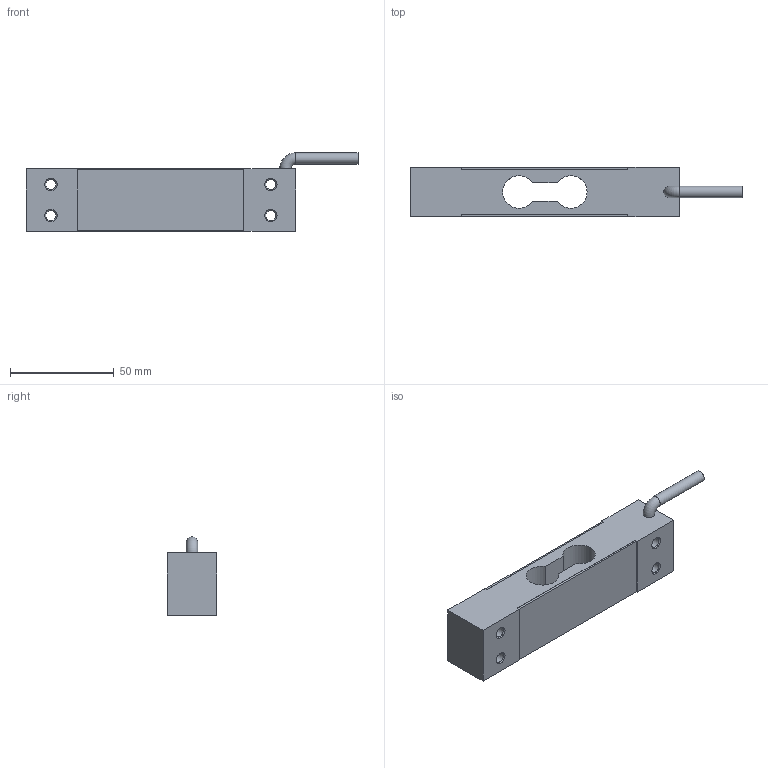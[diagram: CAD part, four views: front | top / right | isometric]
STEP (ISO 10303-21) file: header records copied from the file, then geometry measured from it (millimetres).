
FILE_DESCRIPTION(/* description */ ('STEP AP203'),/* implementation_level */ '2;1');
FILE_NAME(/* name */ 'GLX-150_1',/* time_stamp */ '2023-10-19T19:00:13+02:00',/* author */ ('License CC BY-ND 4.0'),/* organization */ ('CADENAS'),/* preprocessor_version */ 'ST-DEVELOPER v19.3',/* originating_system */ 'PARTsolutions',/* authorisation */ ' ');
FILE_SCHEMA (('CONFIG_CONTROL_DESIGN'));
Length unit declared in the file: millimetre
Products named in the file (1): GLX-150,1
Bounding box: 160 x 24 x 37.75 mm (x, y, z)
Volume: 76885.6 mm3; surface area: 19535.2 mm2
Topology: 1 solids, 1 shells, 41 faces, 105 edges, 67 vertices
Faces by surface type: plane 25, cone 8, cylinder 7, torus 1
Full cylindrical faces by diameter (mm): 4.917 x4, 5.5 x1
Entity records: 1491 total; most frequent: CARTESIAN_POINT 200, DIRECTION 198, ORIENTED_EDGE 182, EDGE_CURVE 91, LINE 68, VECTOR 68, VERTEX_POINT 67, EDGE_LOOP 66
